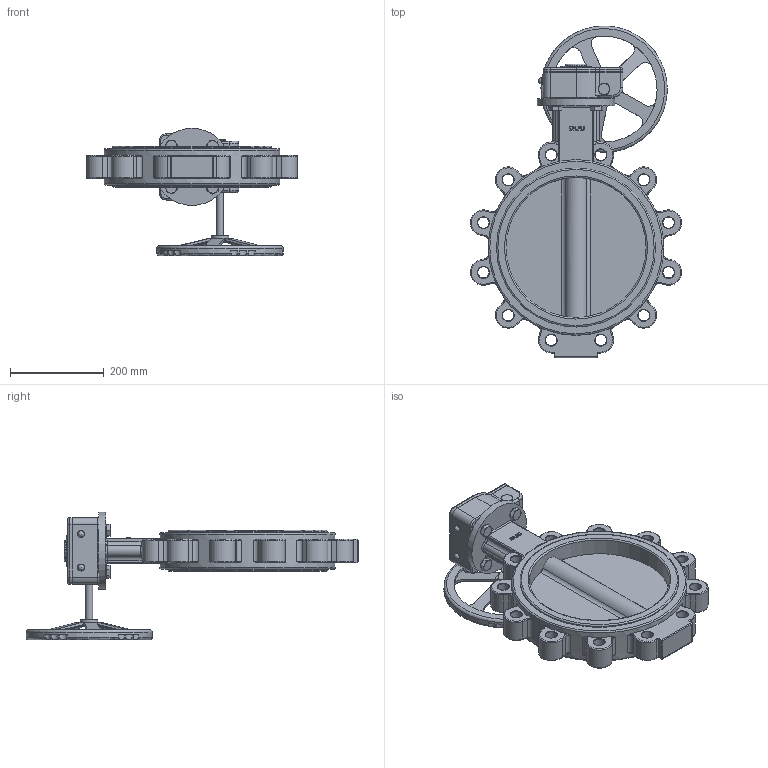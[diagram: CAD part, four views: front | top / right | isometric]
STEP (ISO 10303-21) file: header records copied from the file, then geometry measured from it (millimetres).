
FILE_DESCRIPTION(/* description */ (''),/* implementation_level */ '2;1');
FILE_NAME(/* name */ 'DN300_3D_STEP.stp',/* time_stamp */ '2025-04-17T18:05:57+03:00',/* author */ ('igorr'),/* organization */ (''),/* preprocessor_version */ 'ST-DEVELOPER v20',/* originating_system */ 'Autodesk Inventor 2025',/* authorisation */ '');
FILE_SCHEMA (('AUTOMOTIVE_DESIGN { 1 0 10303 214 3 1 1 }'));
Products named in the file (7): Сборка9; Деталь1; AS 1110 - M16 x 25; Сборка; Деталь1_1; BS 4168 - M10 x 16; Деталь 2
Assembly tree (12 placements, depth 3):
  Сборка9
    Деталь1
    AS 1110 - M16 x 25  x4
    Сборка
      Деталь1_1
      BS 4168 - M10 x 16  x4
      Деталь 2
Bounding box: 450.82 x 709.95 x 272.5 mm (x, y, z)
Volume: 8383594.1 mm3; surface area: 857291.2 mm2
Topology: 12 solids, 12 shells, 1944 faces, 4587 edges, 2733 vertices
Faces by surface type: cylinder 624, plane 578, bspline 332, torus 248, sphere 84, cone 78
Full cylindrical faces by diameter (mm): 8 x4, 10 x4, 10.8 x1, 12 x4, 15 x11, 16 x4, 17 x4, 20 x4, 24 x16, 25 x1, 25.4 x1, 32.7 x1, 37.8 x1, 43 x1, 44 x1, 45 x1, 65 x1, 165 x1, 226.8 x1, 270 x1, 300 x2, 340 x2, 375 x1
Entity records: 67547 total; most frequent: CARTESIAN_POINT 24260, ORIENTED_EDGE 8668, DIRECTION 8509, EDGE_CURVE 4334, AXIS2_PLACEMENT_3D 3337, VERTEX_POINT 2583, EDGE_LOOP 1955, LINE 1835
